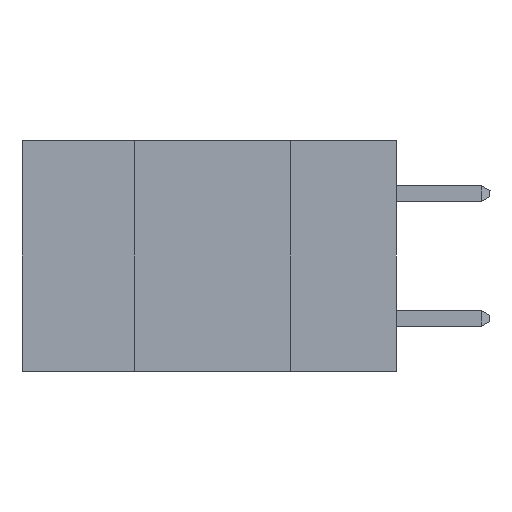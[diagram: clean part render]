
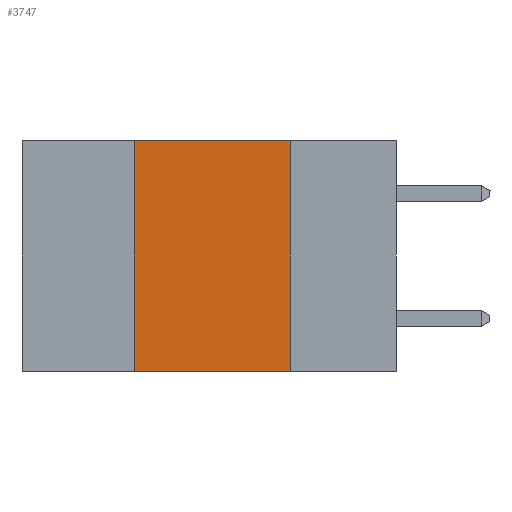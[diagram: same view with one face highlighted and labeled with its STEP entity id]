
A CAD part, left-side view. The second image highlights one B-rep face of the part: STEP entity #3747.
In plain terms, the highlighted planar face has unit normal (-1, 0, 0).
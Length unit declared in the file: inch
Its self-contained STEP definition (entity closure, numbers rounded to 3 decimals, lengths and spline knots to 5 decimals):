
#906 = LINE ( 'NONE', #14022, #15708 ) ;
#1008 = DIRECTION ( 'NONE',  ( 0., 0., -1. ) ) ;
#1757 = AXIS2_PLACEMENT_3D ( 'NONE', #2440, #4576, #4288 ) ;
#2440 = CARTESIAN_POINT ( 'NONE',  ( 0., 0.6, 0. ) ) ;
#2835 = EDGE_CURVE ( 'NONE', #12138, #19685, #906, .T. ) ;
#3097 = ORIENTED_EDGE ( 'NONE', *, *, #2835, .F. ) ;
#3508 = FACE_OUTER_BOUND ( 'NONE', #5024, .T. ) ;
#3747 = ADVANCED_FACE ( 'NONE', ( #3508 ), #19273, .F. ) ;
#3979 = CARTESIAN_POINT ( 'NONE',  ( 0., 0.42, 0. ) ) ;
#4288 = DIRECTION ( 'NONE',  ( 0., 0., -1. ) ) ;
#4439 = VERTEX_POINT ( 'NONE', #16103 ) ;
#4576 = DIRECTION ( 'NONE',  ( 1., 0., 0. ) ) ;
#4732 = VERTEX_POINT ( 'NONE', #19659 ) ;
#5024 = EDGE_LOOP ( 'NONE', ( #13435, #18310, #3097, #19682 ) ) ;
#5414 = DIRECTION ( 'NONE',  ( 0., -1., 0. ) ) ;
#5831 = EDGE_CURVE ( 'NONE', #19685, #4732, #15393, .T. ) ;
#7336 = LINE ( 'NONE', #8710, #11454 ) ;
#8710 = CARTESIAN_POINT ( 'NONE',  ( 0., 0.17, 0. ) ) ;
#9161 = LINE ( 'NONE', #9998, #9643 ) ;
#9643 = VECTOR ( 'NONE', #5414, 39.37008 ) ;
#9998 = CARTESIAN_POINT ( 'NONE',  ( 0., 0.6, -0.37 ) ) ;
#11454 = VECTOR ( 'NONE', #1008, 39.37008 ) ;
#11880 = VECTOR ( 'NONE', #19377, 39.37008 ) ;
#12138 = VERTEX_POINT ( 'NONE', #19523 ) ;
#13435 = ORIENTED_EDGE ( 'NONE', *, *, #15191, .F. ) ;
#14022 = CARTESIAN_POINT ( 'NONE',  ( 0., 0.42, 0. ) ) ;
#14985 = CARTESIAN_POINT ( 'NONE',  ( 0., 0.6, 0. ) ) ;
#15191 = EDGE_CURVE ( 'NONE', #4732, #4439, #7336, .T. ) ;
#15393 = LINE ( 'NONE', #14985, #11880 ) ;
#15708 = VECTOR ( 'NONE', #16737, 39.37008 ) ;
#16103 = CARTESIAN_POINT ( 'NONE',  ( 0., 0.17, -0.37 ) ) ;
#16737 = DIRECTION ( 'NONE',  ( 0., 0., 1. ) ) ;
#18114 = EDGE_CURVE ( 'NONE', #12138, #4439, #9161, .T. ) ;
#18310 = ORIENTED_EDGE ( 'NONE', *, *, #5831, .F. ) ;
#19273 = PLANE ( 'NONE',  #1757 ) ;
#19377 = DIRECTION ( 'NONE',  ( 0., -1., 0. ) ) ;
#19523 = CARTESIAN_POINT ( 'NONE',  ( 0., 0.42, -0.37 ) ) ;
#19659 = CARTESIAN_POINT ( 'NONE',  ( 0., 0.17, 0. ) ) ;
#19682 = ORIENTED_EDGE ( 'NONE', *, *, #18114, .T. ) ;
#19685 = VERTEX_POINT ( 'NONE', #3979 ) ;
